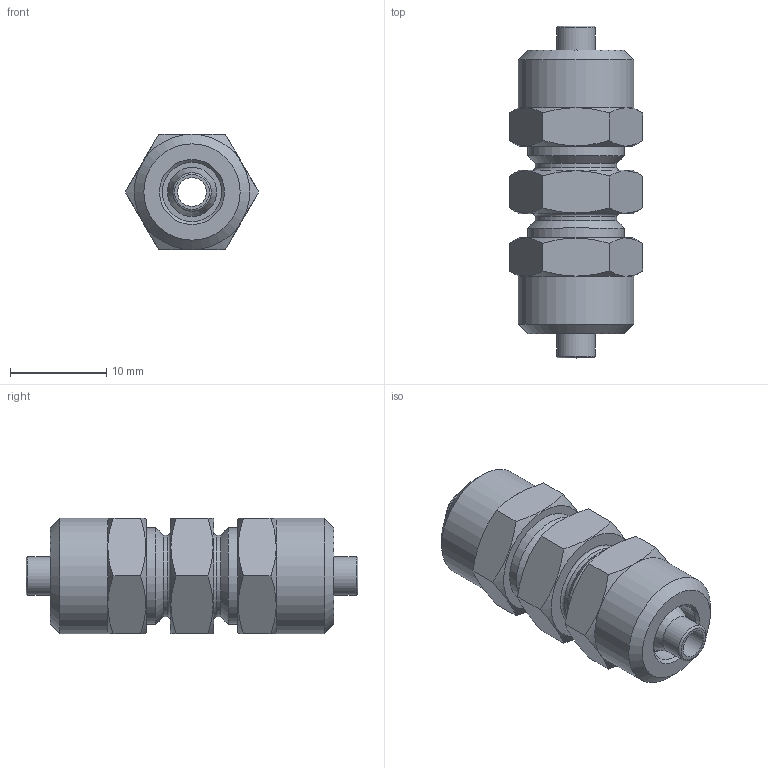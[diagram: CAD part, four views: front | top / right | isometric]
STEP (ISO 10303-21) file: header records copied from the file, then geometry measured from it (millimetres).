
FILE_DESCRIPTION( ( 'STEP AP214' ), '1' );
FILE_NAME( '02040030.stp', '2021-04-19T12:51:17', ( 'License CC BY-ND 4.0' ), ( 'CADENAS' ), ' ', 'PARTsolutions', ' ' );
FILE_SCHEMA( ( 'AUTOMOTIVE_DESIGN { 1 0 10303 214 1 1 1 1 }' ) );
Length unit declared in the file: millimetre
Products named in the file (1): NONE
Bounding box: 13.86 x 34.5 x 12 mm (x, y, z)
Volume: 2974 mm3; surface area: 2020.7 mm2
Topology: 1 solids, 1 shells, 69 faces, 154 edges, 95 vertices
Faces by surface type: plane 28, cone 24, cylinder 13, torus 4
Full cylindrical faces by diameter (mm): 3 x1, 4 x2, 5.1 x2, 6.15 x2, 8.5 x2, 10 x2, 12 x2
Entity records: 2388 total; most frequent: CARTESIAN_POINT 492, DIRECTION 254, ORIENTED_EDGE 244, EDGE_CURVE 122, AXIS2_PLACEMENT_3D 118, EDGE_LOOP 108, VERTEX_POINT 92, FACE_OUTER_BOUND 86
